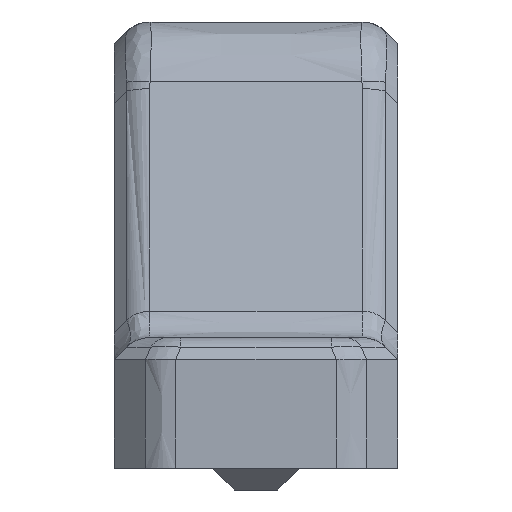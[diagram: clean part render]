
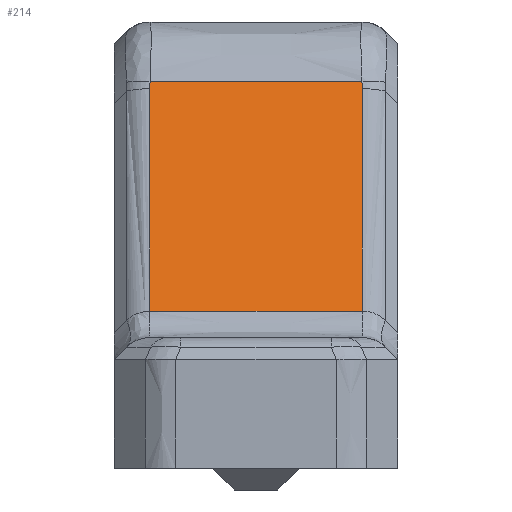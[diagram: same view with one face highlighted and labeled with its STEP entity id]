
A CAD part, front view. The second image highlights one B-rep face of the part: STEP entity #214.
In plain terms, the highlighted free-form (B-spline) face has degree [1, 1] with [2, 2] control points.
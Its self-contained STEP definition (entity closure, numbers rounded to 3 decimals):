
#175 = VERTEX_POINT('',#176);
#176 = CARTESIAN_POINT('',(-10.592,-59.274,
    15.662));
#188 = EDGE_CURVE('',#175,#189,#191,.T.);
#189 = VERTEX_POINT('',#190);
#190 = CARTESIAN_POINT('',(-10.592,-53.335,
    37.828));
#191 = B_SPLINE_CURVE_WITH_KNOTS('',1,(#192,#193),.UNSPECIFIED.,.F.,.F.,
  (2,2),(-23.897,-2.746),.PIECEWISE_BEZIER_KNOTS.);
#192 = CARTESIAN_POINT('',(-10.592,-59.274,15.662
    ));
#193 = CARTESIAN_POINT('',(-10.592,-53.335,
    37.828));
#214 = ADVANCED_FACE('',(#215),#259,.T.);
#215 = FACE_BOUND('',#216,.T.);
#216 = EDGE_LOOP('',(#217,#226,#233,#242,#251,#258));
#217 = ORIENTED_EDGE('',*,*,#218,.F.);
#218 = EDGE_CURVE('',#219,#175,#221,.T.);
#219 = VERTEX_POINT('',#220);
#220 = CARTESIAN_POINT('',(10.592,-59.274,
    15.662));
#221 = B_SPLINE_CURVE_WITH_KNOTS('',3,(#222,#223,#224,#225),
  .UNSPECIFIED.,.F.,.F.,(4,4),(-2.806,-0.854),
  .PIECEWISE_BEZIER_KNOTS.);
#222 = CARTESIAN_POINT('',(10.592,-59.274,
    15.662));
#223 = CARTESIAN_POINT('',(3.53,-59.274,15.662
    ));
#224 = CARTESIAN_POINT('',(-3.53,-59.274,
    15.662));
#225 = CARTESIAN_POINT('',(-10.592,-59.274,15.662
    ));
#226 = ORIENTED_EDGE('',*,*,#227,.F.);
#227 = EDGE_CURVE('',#228,#219,#230,.T.);
#228 = VERTEX_POINT('',#229);
#229 = CARTESIAN_POINT('',(10.592,-53.335,
    37.828));
#230 = B_SPLINE_CURVE_WITH_KNOTS('',1,(#231,#232),.UNSPECIFIED.,.F.,.F.,
  (2,2),(2.746,23.897),.PIECEWISE_BEZIER_KNOTS.);
#231 = CARTESIAN_POINT('',(10.592,-53.335,
    37.828));
#232 = CARTESIAN_POINT('',(10.592,-59.274,
    15.662));
#233 = ORIENTED_EDGE('',*,*,#234,.F.);
#234 = EDGE_CURVE('',#235,#228,#237,.T.);
#235 = VERTEX_POINT('',#236);
#236 = CARTESIAN_POINT('',(10.557,-53.145,
    38.534));
#237 = B_SPLINE_CURVE_WITH_KNOTS('',3,(#238,#239,#240,#241),
  .UNSPECIFIED.,.F.,.F.,(4,4),(0.,0.068),
  .PIECEWISE_BEZIER_KNOTS.);
#238 = CARTESIAN_POINT('',(10.557,-53.145,
    38.534));
#239 = CARTESIAN_POINT('',(10.58,-53.208,
    38.3));
#240 = CARTESIAN_POINT('',(10.592,-53.272,
    38.064));
#241 = CARTESIAN_POINT('',(10.592,-53.335,
    37.828));
#242 = ORIENTED_EDGE('',*,*,#243,.F.);
#243 = EDGE_CURVE('',#244,#235,#246,.T.);
#244 = VERTEX_POINT('',#245);
#245 = CARTESIAN_POINT('',(-10.557,-53.145,
    38.534));
#246 = B_SPLINE_CURVE_WITH_KNOTS('',3,(#247,#248,#249,#250),
  .UNSPECIFIED.,.F.,.F.,(4,4),(-1.949,-0.003),
  .PIECEWISE_BEZIER_KNOTS.);
#247 = CARTESIAN_POINT('',(-10.557,-53.145,
    38.534));
#248 = CARTESIAN_POINT('',(-3.518,-53.145,
    38.534));
#249 = CARTESIAN_POINT('',(3.518,-53.145,38.534
    ));
#250 = CARTESIAN_POINT('',(10.557,-53.145,38.534
    ));
#251 = ORIENTED_EDGE('',*,*,#252,.F.);
#252 = EDGE_CURVE('',#189,#244,#253,.T.);
#253 = B_SPLINE_CURVE_WITH_KNOTS('',3,(#254,#255,#256,#257),
  .UNSPECIFIED.,.F.,.F.,(4,4),(-0.068,0.),
  .PIECEWISE_BEZIER_KNOTS.);
#254 = CARTESIAN_POINT('',(-10.592,-53.335,
    37.828));
#255 = CARTESIAN_POINT('',(-10.592,-53.272,38.064
    ));
#256 = CARTESIAN_POINT('',(-10.58,-53.208,
    38.3));
#257 = CARTESIAN_POINT('',(-10.557,-53.145,
    38.534));
#258 = ORIENTED_EDGE('',*,*,#188,.F.);
#259 = B_SPLINE_SURFACE_WITH_KNOTS('',1,1,(
    (#260,#261)
    ,(#262,#263
    )),.UNSPECIFIED.,.F.,.F.,.F.,(2,2),(2,2),(3.631,
    25.456),(-9.762,9.762),
  .PIECEWISE_BEZIER_KNOTS.);
#260 = CARTESIAN_POINT('',(-10.592,-53.145,
    38.534));
#261 = CARTESIAN_POINT('',(10.592,-53.145,
    38.534));
#262 = CARTESIAN_POINT('',(-10.592,-59.274,15.662
    ));
#263 = CARTESIAN_POINT('',(10.592,-59.274,
    15.662));
